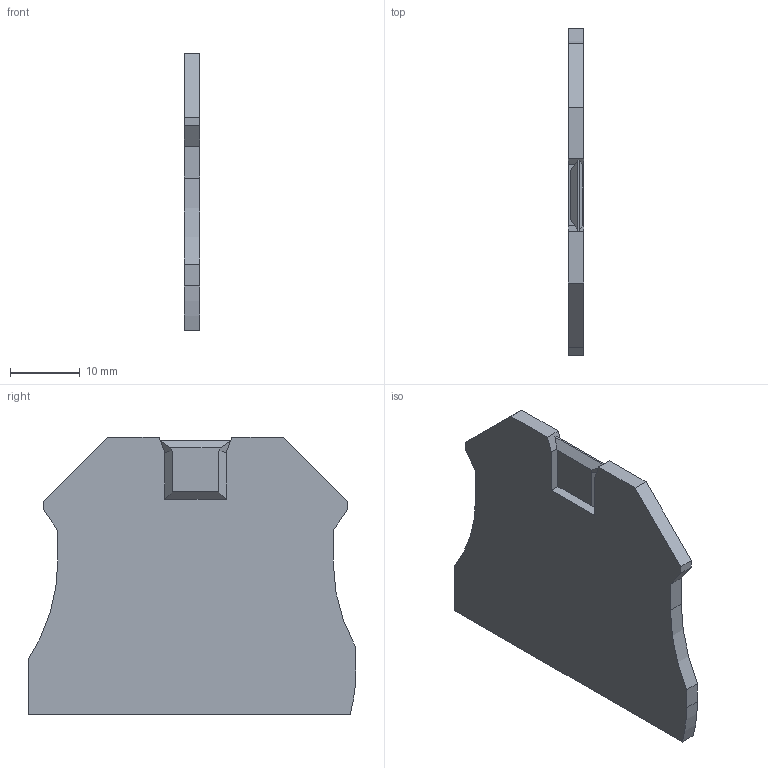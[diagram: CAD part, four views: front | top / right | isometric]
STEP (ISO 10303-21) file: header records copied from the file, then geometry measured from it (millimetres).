
FILE_DESCRIPTION( ('This file contains a STEP AP42 implementation' ,'as created by ZW3D STEP Interface translator.') ,'2;1' );
FILE_NAME( 'D-RUT2.5-10傷啣耀倰.stp' ,'23 6 9.162326', (''), ('ZWCAD Software Co.'), 'Version 1.0', 'ZW3D to STEP translator', '' );
FILE_SCHEMA(('AUTOMOTIVE_DESIGN { 1 0 10303 214 1 1 1 1 }'));
Length unit declared in the file: millimetre
Products named in the file (2): 0; D-RUT2.5-10
Bounding box: 2.2 x 47 x 39.8 mm (x, y, z)
Volume: 3524.1 mm3; surface area: 3660 mm2
Topology: 1 solids, 1 shells, 42 faces, 108 edges, 68 vertices
Faces by surface type: plane 39, cylinder 3
Entity records: 1314 total; most frequent: CARTESIAN_POINT 219, ORIENTED_EDGE 216, DIRECTION 200, EDGE_CURVE 108, VECTOR 102, LINE 102, VERTEX_POINT 68, AXIS2_PLACEMENT_3D 49
